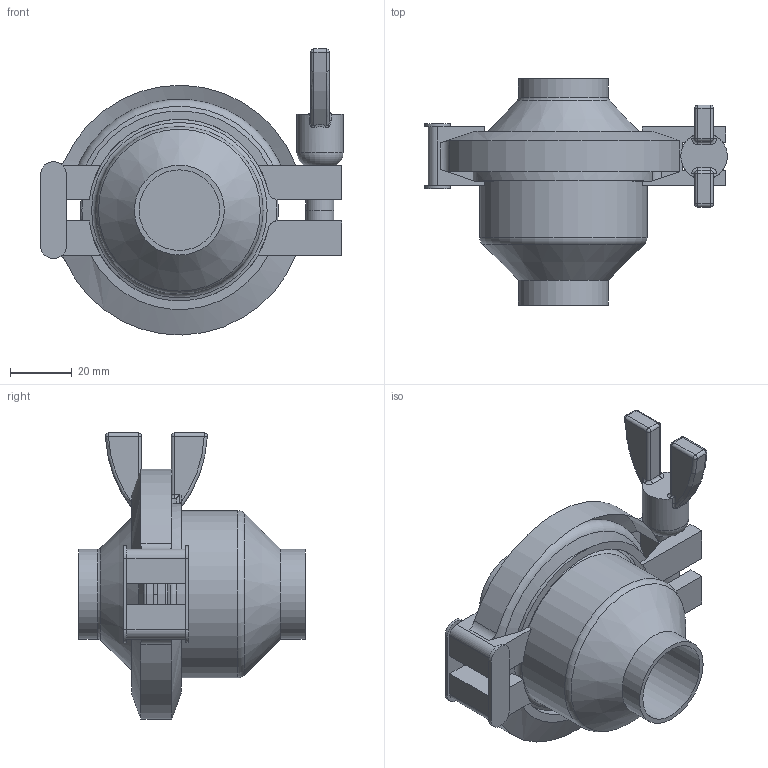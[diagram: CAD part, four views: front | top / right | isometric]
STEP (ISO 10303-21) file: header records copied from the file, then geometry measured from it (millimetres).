
FILE_DESCRIPTION (( 'STEP AP203' ), '1' );
FILE_NAME ('CHECK_VALVE_DIN 72700 S-S DN-025.STEP', '2016-01-05T07:16:30', ( '' ), ( '' ), 'SwSTEP 2.0', 'SolidWorks 2015', '' );
FILE_SCHEMA (( 'CONFIG_CONTROL_DESIGN' ));
Length unit declared in the file: millimetre
Products named in the file (4): Cos central FIG.72700_DN-025; FIG.72700_DN-025; 07.Fig 1703_ABRAZADERA_DN-2; CHECK_VALVE_DIN 72700 S-S DN-025
Assembly tree (3 placements, depth 2):
  CHECK_VALVE_DIN 72700 S-S DN-025
    Cos central FIG.72700_DN-025
    FIG.72700_DN-025
    07.Fig 1703_ABRAZADERA_DN-2
Bounding box: 97.65 x 73 x 92.29 mm (x, y, z)
Volume: 139269.8 mm3; surface area: 42994.3 mm2
Topology: 5 solids, 5 shells, 154 faces, 387 edges, 233 vertices
Faces by surface type: plane 60, cylinder 52, torus 16, cone 12, sphere 8, bspline 6
Full cylindrical faces by diameter (mm): 9 x2, 15 x1, 26 x2, 29 x2, 54 x1, 64 x2
Entity records: 5262 total; most frequent: CARTESIAN_POINT 1370, DIRECTION 746, ORIENTED_EDGE 702, EDGE_CURVE 351, AXIS2_PLACEMENT_3D 289, VERTEX_POINT 225, EDGE_LOOP 176, FACE_OUTER_BOUND 170
